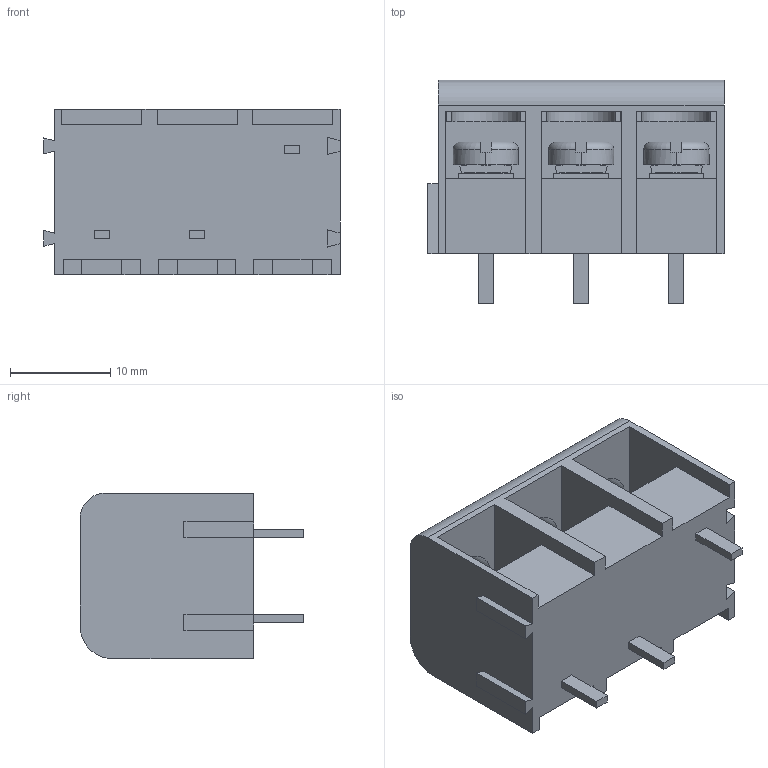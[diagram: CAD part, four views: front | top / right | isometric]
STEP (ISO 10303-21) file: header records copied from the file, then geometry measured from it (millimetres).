
FILE_DESCRIPTION(('STEP AP242'),'1');
FILE_NAME('1546833-3.stp','2021-04-30T13:02:15',('TraceParts'),('TraceParts S.A.'),'Spatial InterOp 3D',' ',' ');
FILE_SCHEMA(('AP242_MANAGED_MODEL_BASED_3D_ENGINEERING_MIM_LF {1 0 10303 442 1 1 4}'));
Length unit declared in the file: millimetre
Products named in the file (1): 1546833-3_1
Bounding box: 29.53 x 22.3 x 16.5 mm (x, y, z)
Volume: 5426 mm3; surface area: 4550.7 mm2
Topology: 4 solids, 4 shells, 198 faces, 546 edges, 362 vertices
Faces by surface type: plane 157, cylinder 35, torus 6
Entity records: 6385 total; most frequent: CARTESIAN_POINT 1230, ORIENTED_EDGE 1092, DIRECTION 1026, EDGE_CURVE 546, LINE 446, VECTOR 446, VERTEX_POINT 362, AXIS2_PLACEMENT_3D 290
